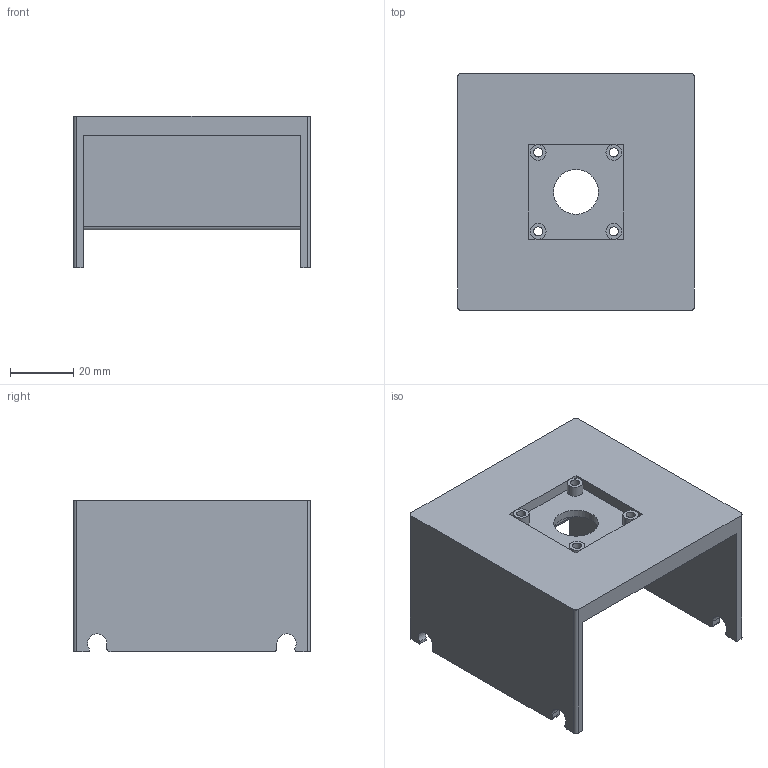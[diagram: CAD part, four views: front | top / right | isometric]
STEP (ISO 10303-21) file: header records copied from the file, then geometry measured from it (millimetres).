
FILE_DESCRIPTION(/* description */ (''),/* implementation_level */ '2;1');
FILE_NAME(/* name */ 'W(75mm)-camera(FIT0701).stp',/* time_stamp */ '2024-02-23T13:54:05+01:00',/* author */ ('nvladi'),/* organization */ (''),/* preprocessor_version */ 'ST-DEVELOPER v19',/* originating_system */ 'Autodesk Inventor 2023',/* authorisation */ '');
FILE_SCHEMA (('AUTOMOTIVE_DESIGN { 1 0 10303 214 3 1 1 }'));
Length unit declared in the file: millimetre
Products named in the file (1): W(75mm)-camera(FIT0701)
Bounding box: 75 x 75 x 48 mm (x, y, z)
Volume: 53954.1 mm3; surface area: 30458.8 mm2
Topology: 1 solids, 1 shells, 64 faces, 187 edges, 129 vertices
Faces by surface type: plane 35, cylinder 29
Full cylindrical faces by diameter (mm): 2.9 x4, 14.2 x1
Entity records: 2142 total; most frequent: DIRECTION 377, CARTESIAN_POINT 365, ORIENTED_EDGE 342, EDGE_CURVE 171, AXIS2_PLACEMENT_3D 132, LINE 113, VECTOR 113, VERTEX_POINT 106
